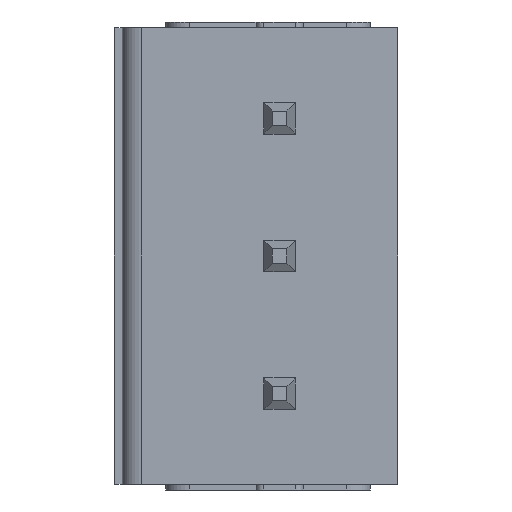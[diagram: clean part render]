
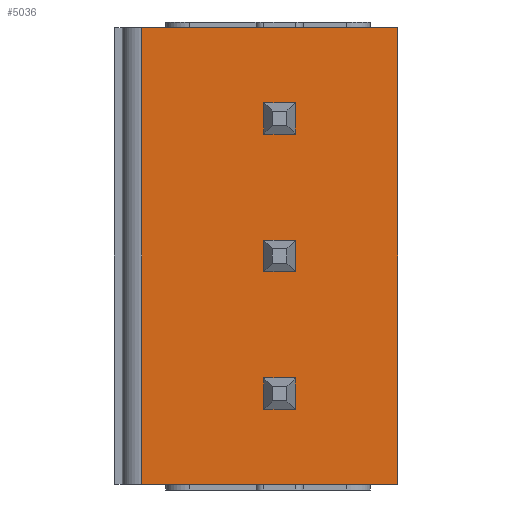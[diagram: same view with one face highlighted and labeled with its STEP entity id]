
A CAD part, front view. The second image highlights one B-rep face of the part: STEP entity #5036.
In plain terms, the highlighted planar face has unit normal (0, -1, 0).
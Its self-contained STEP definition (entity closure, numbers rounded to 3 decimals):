
#234=CARTESIAN_POINT('',(0.4,0.,-6.6));
#235=VERTEX_POINT('',#234);
#242=CARTESIAN_POINT('',(-0.4,0.,-6.6));
#243=VERTEX_POINT('',#242);
#244=CARTESIAN_POINT('',(-0.4,0.,-6.6));
#245=DIRECTION('',(1.0,0.0,0.0));
#246=VECTOR('',#245,0.8);
#247=LINE('',#244,#246);
#248=EDGE_CURVE('',#243,#235,#247,.T.);
#287=CARTESIAN_POINT('',(0.4,0.,-3.1));
#288=VERTEX_POINT('',#287);
#295=CARTESIAN_POINT('',(-0.4,0.,-3.1));
#296=VERTEX_POINT('',#295);
#297=CARTESIAN_POINT('',(-0.4,0.,-3.1));
#298=DIRECTION('',(1.0,0.0,0.0));
#299=VECTOR('',#298,0.8);
#300=LINE('',#297,#299);
#301=EDGE_CURVE('',#296,#288,#300,.T.);
#340=CARTESIAN_POINT('',(-0.4,0.,-7.4));
#341=VERTEX_POINT('',#340);
#348=CARTESIAN_POINT('',(0.4,0.,-7.4));
#349=VERTEX_POINT('',#348);
#350=CARTESIAN_POINT('',(0.4,0.,-7.4));
#351=DIRECTION('',(-1.0,0.0,0.0));
#352=VECTOR('',#351,0.8);
#353=LINE('',#350,#352);
#354=EDGE_CURVE('',#349,#341,#353,.T.);
#378=CARTESIAN_POINT('',(0.4,0.,-6.6));
#379=DIRECTION('',(0.0,0.0,-1.0));
#380=VECTOR('',#379,0.8);
#381=LINE('',#378,#380);
#382=EDGE_CURVE('',#235,#349,#381,.T.);
#422=CARTESIAN_POINT('',(-0.4,0.0,-7.4));
#423=DIRECTION('',(0.0,0.0,1.0));
#424=VECTOR('',#423,0.8);
#425=LINE('',#422,#424);
#426=EDGE_CURVE('',#341,#243,#425,.T.);
#439=CARTESIAN_POINT('',(-0.4,0.,-3.9));
#440=VERTEX_POINT('',#439);
#447=CARTESIAN_POINT('',(0.4,0.,-3.9));
#448=VERTEX_POINT('',#447);
#449=CARTESIAN_POINT('',(0.4,0.,-3.9));
#450=DIRECTION('',(-1.0,0.0,0.0));
#451=VECTOR('',#450,0.8);
#452=LINE('',#449,#451);
#453=EDGE_CURVE('',#448,#440,#452,.T.);
#477=CARTESIAN_POINT('',(0.4,0.,-3.1));
#478=DIRECTION('',(0.0,0.0,-1.0));
#479=VECTOR('',#478,0.8);
#480=LINE('',#477,#479);
#481=EDGE_CURVE('',#288,#448,#480,.T.);
#521=CARTESIAN_POINT('',(-0.4,0.0,-3.9));
#522=DIRECTION('',(0.0,0.0,1.0));
#523=VECTOR('',#522,0.8);
#524=LINE('',#521,#523);
#525=EDGE_CURVE('',#440,#296,#524,.T.);
#1082=CARTESIAN_POINT('',(0.4,0.,0.4));
#1083=VERTEX_POINT('',#1082);
#1090=CARTESIAN_POINT('',(-0.4,0.,0.4));
#1091=VERTEX_POINT('',#1090);
#1092=CARTESIAN_POINT('',(-0.4,0.,0.4));
#1093=DIRECTION('',(1.0,0.0,0.0));
#1094=VECTOR('',#1093,0.8);
#1095=LINE('',#1092,#1094);
#1096=EDGE_CURVE('',#1091,#1083,#1095,.T.);
#1135=CARTESIAN_POINT('',(-0.4,0.,-0.4));
#1136=VERTEX_POINT('',#1135);
#1143=CARTESIAN_POINT('',(0.4,0.,-0.4));
#1144=VERTEX_POINT('',#1143);
#1145=CARTESIAN_POINT('',(0.4,0.,-0.4));
#1146=DIRECTION('',(-1.0,0.0,0.0));
#1147=VECTOR('',#1146,0.8);
#1148=LINE('',#1145,#1147);
#1149=EDGE_CURVE('',#1144,#1136,#1148,.T.);
#1173=CARTESIAN_POINT('',(0.4,0.,0.4));
#1174=DIRECTION('',(0.0,0.0,-1.0));
#1175=VECTOR('',#1174,0.8);
#1176=LINE('',#1173,#1175);
#1177=EDGE_CURVE('',#1083,#1144,#1176,.T.);
#1217=CARTESIAN_POINT('',(-0.4,0.0,-0.4));
#1218=DIRECTION('',(0.0,0.0,1.0));
#1219=VECTOR('',#1218,0.8);
#1220=LINE('',#1217,#1219);
#1221=EDGE_CURVE('',#1136,#1091,#1220,.T.);
#3614=CARTESIAN_POINT('',(3.,0.,2.3));
#3615=VERTEX_POINT('',#3614);
#3616=CARTESIAN_POINT('',(3.,0.,-9.3));
#3617=VERTEX_POINT('',#3616);
#3618=CARTESIAN_POINT('',(3.,0.,2.3));
#3619=DIRECTION('',(0.0,0.0,-1.0));
#3620=VECTOR('',#3619,11.6);
#3621=LINE('',#3618,#3620);
#3622=EDGE_CURVE('',#3615,#3617,#3621,.T.);
#4836=CARTESIAN_POINT('',(-3.5,0.,2.3));
#4837=VERTEX_POINT('',#4836);
#4845=CARTESIAN_POINT('',(3.,0.,2.3));
#4846=DIRECTION('',(-1.0,0.0,0.0));
#4847=VECTOR('',#4846,6.5);
#4848=LINE('',#4845,#4847);
#4849=EDGE_CURVE('',#3615,#4837,#4848,.T.);
#4984=CARTESIAN_POINT('',(-3.5,0.,-9.3));
#4985=VERTEX_POINT('',#4984);
#4993=CARTESIAN_POINT('',(-3.5,0.,2.3));
#4994=DIRECTION('',(0.0,0.0,-1.0));
#4995=VECTOR('',#4994,11.6);
#4996=LINE('',#4993,#4995);
#4997=EDGE_CURVE('',#4837,#4985,#4996,.T.);
#5002=CARTESIAN_POINT('',(-3.5,0.,0.0));
#5003=DIRECTION('',(0.0,-1.0,0.0));
#5004=DIRECTION('',(0.0,0.0,-1.0));
#5005=AXIS2_PLACEMENT_3D('',#5002,#5003,#5004);
#5006=PLANE('',#5005);
#5007=ORIENTED_EDGE('',*,*,#3622,.F.);
#5008=ORIENTED_EDGE('',*,*,#4849,.T.);
#5009=ORIENTED_EDGE('',*,*,#4997,.T.);
#5010=CARTESIAN_POINT('',(3.,0.,-9.3));
#5011=DIRECTION('',(-1.0,0.0,0.0));
#5012=VECTOR('',#5011,6.5);
#5013=LINE('',#5010,#5012);
#5014=EDGE_CURVE('',#3617,#4985,#5013,.T.);
#5015=ORIENTED_EDGE('',*,*,#5014,.F.);
#5016=EDGE_LOOP('',(#5007,#5008,#5009,#5015));
#5017=FACE_OUTER_BOUND('',#5016,.T.);
#5018=ORIENTED_EDGE('',*,*,#354,.T.);
#5019=ORIENTED_EDGE('',*,*,#426,.T.);
#5020=ORIENTED_EDGE('',*,*,#248,.T.);
#5021=ORIENTED_EDGE('',*,*,#382,.T.);
#5022=EDGE_LOOP('',(#5018,#5019,#5020,#5021));
#5023=FACE_BOUND('',#5022,.T.);
#5024=ORIENTED_EDGE('',*,*,#453,.T.);
#5025=ORIENTED_EDGE('',*,*,#525,.T.);
#5026=ORIENTED_EDGE('',*,*,#301,.T.);
#5027=ORIENTED_EDGE('',*,*,#481,.T.);
#5028=EDGE_LOOP('',(#5024,#5025,#5026,#5027));
#5029=FACE_BOUND('',#5028,.T.);
#5030=ORIENTED_EDGE('',*,*,#1149,.T.);
#5031=ORIENTED_EDGE('',*,*,#1221,.T.);
#5032=ORIENTED_EDGE('',*,*,#1096,.T.);
#5033=ORIENTED_EDGE('',*,*,#1177,.T.);
#5034=EDGE_LOOP('',(#5030,#5031,#5032,#5033));
#5035=FACE_BOUND('',#5034,.T.);
#5036=ADVANCED_FACE('',(#5017,#5023,#5029,#5035),#5006,.T.);
